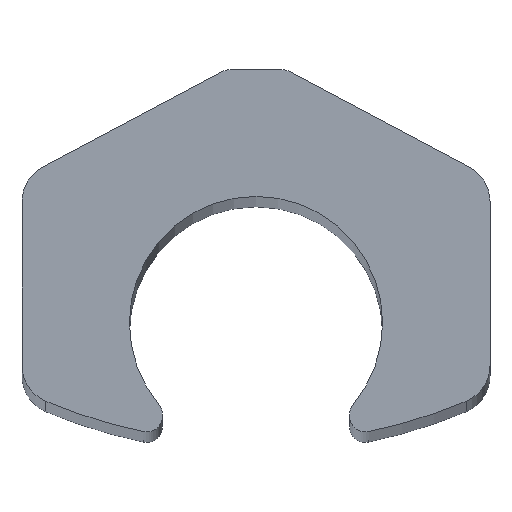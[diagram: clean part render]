
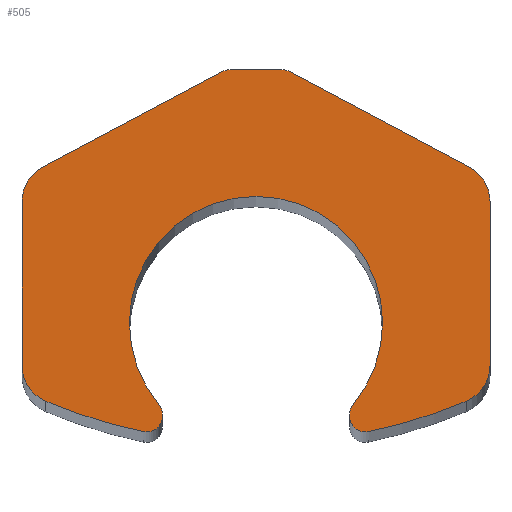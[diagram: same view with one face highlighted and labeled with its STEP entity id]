
A CAD part, top view. The second image highlights one B-rep face of the part: STEP entity #505.
In plain terms, the highlighted planar face has unit normal (0, 0, 1).
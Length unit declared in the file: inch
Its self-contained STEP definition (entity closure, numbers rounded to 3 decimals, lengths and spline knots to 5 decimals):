
#112=DIRECTION('',(1.,0.,0.));
#113=VECTOR('',#112,0.207);
#114=CARTESIAN_POINT('',(-0.1035,1.016,0.));
#115=LINE('',#114,#113);
#116=CARTESIAN_POINT('',(0.1035,0.953,0.));
#117=DIRECTION('',(0.,0.,-1.));
#118=DIRECTION('',(0.,1.,0.));
#119=AXIS2_PLACEMENT_3D('',#116,#117,#118);
#121=DIRECTION('',(0.883,-0.469,0.));
#122=VECTOR('',#121,0.81784);
#123=CARTESIAN_POINT('',(0.13307,1.00863,0.));
#124=LINE('',#123,#122);
#125=CARTESIAN_POINT('',(0.782,0.487,0.));
#126=DIRECTION('',(0.,0.,-1.));
#127=DIRECTION('',(0.469,0.883,0.));
#128=AXIS2_PLACEMENT_3D('',#125,#126,#127);
#130=DIRECTION('',(0.,-1.,0.));
#131=VECTOR('',#130,0.657);
#132=CARTESIAN_POINT('',(0.938,0.487,0.));
#133=LINE('',#132,#131);
#134=CARTESIAN_POINT('',(0.782,-0.17,0.));
#135=DIRECTION('',(0.,0.,-1.));
#136=DIRECTION('',(1.,0.,0.));
#137=AXIS2_PLACEMENT_3D('',#134,#135,#136);
#139=CARTESIAN_POINT('',(0.,1.7055,0.));
#140=DIRECTION('',(0.,0.,-1.));
#141=DIRECTION('',(0.385,-0.923,0.));
#142=AXIS2_PLACEMENT_3D('',#139,#140,#141);
#144=CARTESIAN_POINT('',(0.438,-0.37387,0.));
#145=DIRECTION('',(0.,0.,-1.));
#146=DIRECTION('',(0.206,-0.979,0.));
#147=AXIS2_PLACEMENT_3D('',#144,#145,#146);
#149=DIRECTION('',(0.,1.,0.));
#150=VECTOR('',#149,0.00832);
#151=CARTESIAN_POINT('',(0.375,-0.37387,0.));
#152=LINE('',#151,#150);
#153=CARTESIAN_POINT('',(0.438,-0.36555,0.));
#154=DIRECTION('',(0.,0.,-1.));
#155=DIRECTION('',(-1.,0.,0.));
#156=AXIS2_PLACEMENT_3D('',#153,#154,#155);
#158=CARTESIAN_POINT('',(0.,0.,0.));
#159=DIRECTION('',(0.,0.,1.));
#160=DIRECTION('',(0.768,-0.641,0.));
#161=AXIS2_PLACEMENT_3D('',#158,#159,#160);
#163=CARTESIAN_POINT('',(-0.438,-0.36555,0.));
#164=DIRECTION('',(0.,0.,-1.));
#165=DIRECTION('',(0.768,0.641,0.));
#166=AXIS2_PLACEMENT_3D('',#163,#164,#165);
#168=DIRECTION('',(0.,-1.,0.));
#169=VECTOR('',#168,0.00832);
#170=CARTESIAN_POINT('',(-0.375,-0.36555,0.));
#171=LINE('',#170,#169);
#172=CARTESIAN_POINT('',(-0.438,-0.37387,0.));
#173=DIRECTION('',(0.,0.,-1.));
#174=DIRECTION('',(1.,0.,0.));
#175=AXIS2_PLACEMENT_3D('',#172,#173,#174);
#177=CARTESIAN_POINT('',(0.,1.7055,0.));
#178=DIRECTION('',(0.,0.,-1.));
#179=DIRECTION('',(-0.206,-0.979,0.));
#180=AXIS2_PLACEMENT_3D('',#177,#178,#179);
#182=CARTESIAN_POINT('',(-0.782,-0.17,0.));
#183=DIRECTION('',(0.,0.,-1.));
#184=DIRECTION('',(-0.385,-0.923,0.));
#185=AXIS2_PLACEMENT_3D('',#182,#183,#184);
#187=DIRECTION('',(0.,1.,0.));
#188=VECTOR('',#187,0.657);
#189=CARTESIAN_POINT('',(-0.938,-0.17,0.));
#190=LINE('',#189,#188);
#191=CARTESIAN_POINT('',(-0.782,0.487,0.));
#192=DIRECTION('',(0.,0.,-1.));
#193=DIRECTION('',(-1.,0.,0.));
#194=AXIS2_PLACEMENT_3D('',#191,#192,#193);
#196=DIRECTION('',(0.883,0.469,0.));
#197=VECTOR('',#196,0.81784);
#198=CARTESIAN_POINT('',(-0.85522,0.62475,0.));
#199=LINE('',#198,#197);
#200=CARTESIAN_POINT('',(-0.1035,0.953,0.));
#201=DIRECTION('',(0.,0.,-1.));
#202=DIRECTION('',(-0.469,0.883,0.));
#203=AXIS2_PLACEMENT_3D('',#200,#201,#202);
#378=CARTESIAN_POINT('',(-0.1035,1.016,0.));
#379=CARTESIAN_POINT('',(0.1035,1.016,0.));
#380=VERTEX_POINT('',#378);
#381=VERTEX_POINT('',#379);
#382=CARTESIAN_POINT('',(-0.13307,1.00863,0.));
#383=VERTEX_POINT('',#382);
#384=CARTESIAN_POINT('',(-0.85522,0.62475,0.));
#385=VERTEX_POINT('',#384);
#386=CARTESIAN_POINT('',(-0.938,0.487,0.));
#387=VERTEX_POINT('',#386);
#388=CARTESIAN_POINT('',(-0.938,-0.17,0.));
#389=VERTEX_POINT('',#388);
#390=CARTESIAN_POINT('',(-0.84204,-0.31399,0.));
#391=VERTEX_POINT('',#390);
#392=CARTESIAN_POINT('',(-0.375,-0.36555,0.));
#393=CARTESIAN_POINT('',(-0.375,-0.37387,0.));
#394=VERTEX_POINT('',#392);
#395=VERTEX_POINT('',#393);
#396=CARTESIAN_POINT('',(-0.38963,-0.32518,0.));
#397=VERTEX_POINT('',#396);
#398=CARTESIAN_POINT('',(0.38963,-0.32518,0.));
#399=VERTEX_POINT('',#398);
#400=CARTESIAN_POINT('',(0.375,-0.36555,0.));
#401=VERTEX_POINT('',#400);
#402=CARTESIAN_POINT('',(0.375,-0.37387,0.));
#403=VERTEX_POINT('',#402);
#404=CARTESIAN_POINT('',(0.938,-0.17,0.));
#405=CARTESIAN_POINT('',(0.84204,-0.31399,0.));
#406=VERTEX_POINT('',#404);
#407=VERTEX_POINT('',#405);
#408=CARTESIAN_POINT('',(0.938,0.487,0.));
#409=VERTEX_POINT('',#408);
#410=CARTESIAN_POINT('',(0.85522,0.62475,0.));
#411=VERTEX_POINT('',#410);
#412=CARTESIAN_POINT('',(0.13307,1.00863,0.));
#413=VERTEX_POINT('',#412);
#450=CARTESIAN_POINT('',(-0.45099,-0.43552,0.));
#451=VERTEX_POINT('',#450);
#452=CARTESIAN_POINT('',(0.45099,-0.43552,0.));
#453=VERTEX_POINT('',#452);
#458=CARTESIAN_POINT('',(0.,0.,0.));
#459=DIRECTION('',(0.,0.,1.));
#460=DIRECTION('',(1.,0.,0.));
#461=AXIS2_PLACEMENT_3D('',#458,#459,#460);
#462=PLANE('',#461);
#464=ORIENTED_EDGE('',*,*,#463,.T.);
#466=ORIENTED_EDGE('',*,*,#465,.T.);
#468=ORIENTED_EDGE('',*,*,#467,.T.);
#470=ORIENTED_EDGE('',*,*,#469,.T.);
#472=ORIENTED_EDGE('',*,*,#471,.T.);
#474=ORIENTED_EDGE('',*,*,#473,.T.);
#476=ORIENTED_EDGE('',*,*,#475,.T.);
#478=ORIENTED_EDGE('',*,*,#477,.T.);
#480=ORIENTED_EDGE('',*,*,#479,.T.);
#482=ORIENTED_EDGE('',*,*,#481,.T.);
#484=ORIENTED_EDGE('',*,*,#483,.T.);
#486=ORIENTED_EDGE('',*,*,#485,.T.);
#488=ORIENTED_EDGE('',*,*,#487,.T.);
#490=ORIENTED_EDGE('',*,*,#489,.T.);
#492=ORIENTED_EDGE('',*,*,#491,.T.);
#494=ORIENTED_EDGE('',*,*,#493,.T.);
#496=ORIENTED_EDGE('',*,*,#495,.T.);
#498=ORIENTED_EDGE('',*,*,#497,.T.);
#500=ORIENTED_EDGE('',*,*,#499,.T.);
#502=ORIENTED_EDGE('',*,*,#501,.T.);
#503=EDGE_LOOP('',(#464,#466,#468,#470,#472,#474,#476,#478,#480,#482,#484,#486,
#488,#490,#492,#494,#496,#498,#500,#502));
#504=FACE_OUTER_BOUND('',#503,.F.);
#505=ADVANCED_FACE('',(#504),#462,.T.);
#120=CIRCLE('',#119,0.063);
#129=CIRCLE('',#128,0.156);
#138=CIRCLE('',#137,0.156);
#143=CIRCLE('',#142,2.188);
#148=CIRCLE('',#147,0.063);
#157=CIRCLE('',#156,0.063);
#162=CIRCLE('',#161,0.5075);
#167=CIRCLE('',#166,0.063);
#176=CIRCLE('',#175,0.063);
#181=CIRCLE('',#180,2.188);
#186=CIRCLE('',#185,0.156);
#195=CIRCLE('',#194,0.156);
#204=CIRCLE('',#203,0.063);
#463=EDGE_CURVE('',#380,#381,#115,.T.);
#465=EDGE_CURVE('',#381,#413,#120,.T.);
#467=EDGE_CURVE('',#413,#411,#124,.T.);
#469=EDGE_CURVE('',#411,#409,#129,.T.);
#471=EDGE_CURVE('',#409,#406,#133,.T.);
#473=EDGE_CURVE('',#406,#407,#138,.T.);
#475=EDGE_CURVE('',#407,#453,#143,.T.);
#477=EDGE_CURVE('',#453,#403,#148,.T.);
#479=EDGE_CURVE('',#403,#401,#152,.T.);
#481=EDGE_CURVE('',#401,#399,#157,.T.);
#483=EDGE_CURVE('',#399,#397,#162,.T.);
#485=EDGE_CURVE('',#397,#394,#167,.T.);
#487=EDGE_CURVE('',#394,#395,#171,.T.);
#489=EDGE_CURVE('',#395,#451,#176,.T.);
#491=EDGE_CURVE('',#451,#391,#181,.T.);
#493=EDGE_CURVE('',#391,#389,#186,.T.);
#495=EDGE_CURVE('',#389,#387,#190,.T.);
#497=EDGE_CURVE('',#387,#385,#195,.T.);
#499=EDGE_CURVE('',#385,#383,#199,.T.);
#501=EDGE_CURVE('',#383,#380,#204,.T.);
